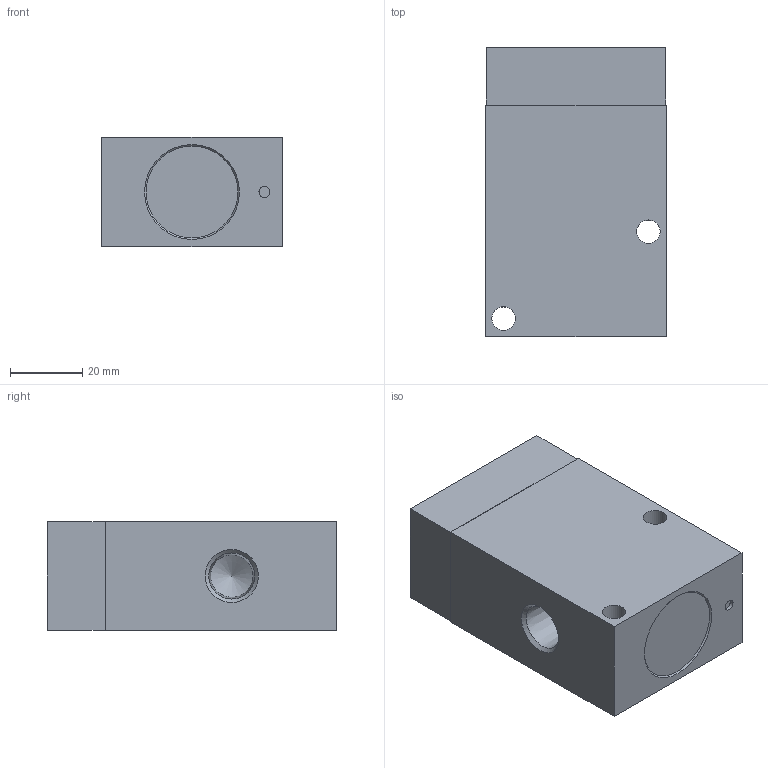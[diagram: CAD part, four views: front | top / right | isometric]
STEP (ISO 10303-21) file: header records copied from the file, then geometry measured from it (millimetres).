
FILE_DESCRIPTION(/* description */ ('STEP AP214'),/* implementation_level */ '2;1');
FILE_NAME(/* name */ '10841_VL_O-3-1_4-NPT',/* time_stamp */ '2024-09-16T14:46:31+02:00',/* author */ ('License CC BY-ND 4.0'),/* organization */ ('CADENAS'),/* preprocessor_version */ 'ST-DEVELOPER v19.3',/* originating_system */ 'PARTsolutions',/* authorisation */ ' ');
FILE_SCHEMA (('AUTOMOTIVE_DESIGN {1 0 10303 214 3 1 1}'));
Length unit declared in the file: millimetre
Products named in the file (1): 10841 VL/O-3-1/4-NPT
Bounding box: 50 x 80 x 30.4 mm (x, y, z)
Volume: 111313.5 mm3; surface area: 19735.1 mm2
Topology: 1 solids, 1 shells, 101 faces, 249 edges, 159 vertices
Faces by surface type: plane 43, cylinder 31, cone 25, torus 2
Full cylindrical faces by diameter (mm): 3 x1, 6.5 x2, 7 x2, 7.8 x2
Entity records: 2932 total; most frequent: CARTESIAN_POINT 674, ORIENTED_EDGE 444, DIRECTION 432, EDGE_CURVE 222, AXIS2_PLACEMENT_3D 168, VERTEX_POINT 158, FACE_BOUND 140, EDGE_LOOP 136
